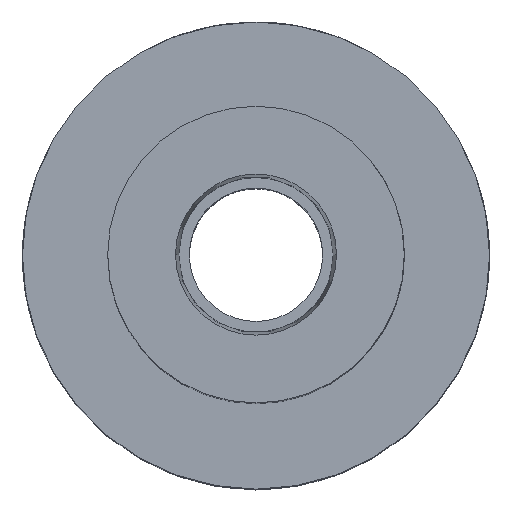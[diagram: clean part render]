
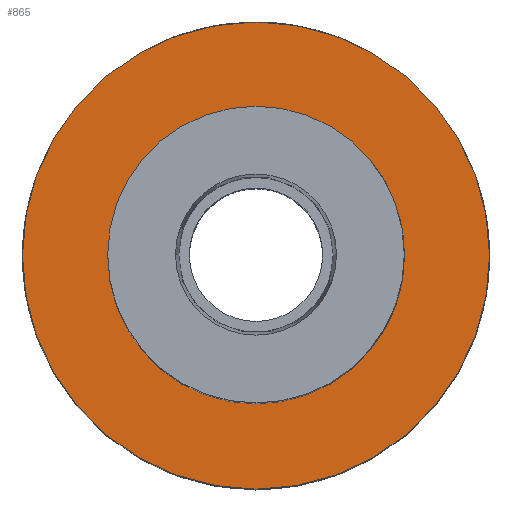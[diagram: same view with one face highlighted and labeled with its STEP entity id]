
A CAD part, top view. The second image highlights one B-rep face of the part: STEP entity #865.
In plain terms, the highlighted planar face has unit normal (0, 0, 1).
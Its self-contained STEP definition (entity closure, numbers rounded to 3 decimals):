
#57 = EDGE_LOOP ( 'NONE', ( #1161, #902, #1591, #1292 ) ) ;
#65 = ORIENTED_EDGE ( 'NONE', *, *, #309, .F. ) ;
#73 = CARTESIAN_POINT ( 'NONE',  ( 0., 0., -60. ) ) ;
#158 = CIRCLE ( 'NONE', #647, 25. ) ;
#205 = DIRECTION ( 'NONE',  ( 1., 0., 0. ) ) ;
#237 = CARTESIAN_POINT ( 'NONE',  ( 0., 0., -60. ) ) ;
#256 = AXIS2_PLACEMENT_3D ( 'NONE', #1036, #773, #1299 ) ;
#309 = EDGE_CURVE ( 'NONE', #801, #676, #1608, .T. ) ;
#328 = PLANE ( 'NONE',  #908 ) ;
#336 = CARTESIAN_POINT ( 'NONE',  ( 0., 0., -60. ) ) ;
#377 = CARTESIAN_POINT ( 'NONE',  ( 0., -25., -60. ) ) ;
#378 = DIRECTION ( 'NONE',  ( 1., 0., 0. ) ) ;
#454 = CARTESIAN_POINT ( 'NONE',  ( 0., 25., -60. ) ) ;
#464 = DIRECTION ( 'NONE',  ( 1., 0., 0. ) ) ;
#534 = EDGE_CURVE ( 'NONE', #1475, #712, #895, .T. ) ;
#580 = DIRECTION ( 'NONE',  ( -1., 0., 0. ) ) ;
#598 = FACE_OUTER_BOUND ( 'NONE', #57, .T. ) ;
#647 = AXIS2_PLACEMENT_3D ( 'NONE', #73, #986, #205 ) ;
#665 = CARTESIAN_POINT ( 'NONE',  ( 0., 0., -60. ) ) ;
#676 = VERTEX_POINT ( 'NONE', #1440 ) ;
#698 = CIRCLE ( 'NONE', #955, 25. ) ;
#712 = VERTEX_POINT ( 'NONE', #931 ) ;
#773 = DIRECTION ( 'NONE',  ( 0., 0., 1. ) ) ;
#801 = VERTEX_POINT ( 'NONE', #1597 ) ;
#816 = CIRCLE ( 'NONE', #1079, 15.875 ) ;
#833 = DIRECTION ( 'NONE',  ( 0., 0., 1. ) ) ;
#865 = ADVANCED_FACE ( 'NONE', ( #1511, #598 ), #328, .F. ) ;
#895 = CIRCLE ( 'NONE', #1494, 25. ) ;
#902 = ORIENTED_EDGE ( 'NONE', *, *, #534, .T. ) ;
#907 = EDGE_CURVE ( 'NONE', #676, #801, #816, .T. ) ;
#908 = AXIS2_PLACEMENT_3D ( 'NONE', #1237, #1358, #580 ) ;
#931 = CARTESIAN_POINT ( 'NONE',  ( -25., 0., -60. ) ) ;
#955 = AXIS2_PLACEMENT_3D ( 'NONE', #336, #1248, #464 ) ;
#968 = DIRECTION ( 'NONE',  ( 1., 0., 0. ) ) ;
#986 = DIRECTION ( 'NONE',  ( 0., 0., 1. ) ) ;
#1027 = EDGE_CURVE ( 'NONE', #1658, #1278, #1650, .T. ) ;
#1036 = CARTESIAN_POINT ( 'NONE',  ( 0., 0., -60. ) ) ;
#1079 = AXIS2_PLACEMENT_3D ( 'NONE', #1374, #833, #968 ) ;
#1146 = ORIENTED_EDGE ( 'NONE', *, *, #907, .F. ) ;
#1149 = DIRECTION ( 'NONE',  ( 0., 0., 1. ) ) ;
#1161 = ORIENTED_EDGE ( 'NONE', *, *, #1484, .T. ) ;
#1237 = CARTESIAN_POINT ( 'NONE',  ( 0., 15.875, -60. ) ) ;
#1247 = CARTESIAN_POINT ( 'NONE',  ( 25., 0., -60. ) ) ;
#1248 = DIRECTION ( 'NONE',  ( 0., 0., 1. ) ) ;
#1278 = VERTEX_POINT ( 'NONE', #1247 ) ;
#1292 = ORIENTED_EDGE ( 'NONE', *, *, #1027, .T. ) ;
#1299 = DIRECTION ( 'NONE',  ( 1., 0., 0. ) ) ;
#1351 = AXIS2_PLACEMENT_3D ( 'NONE', #665, #1599, #1469 ) ;
#1358 = DIRECTION ( 'NONE',  ( 0., 0., -1. ) ) ;
#1374 = CARTESIAN_POINT ( 'NONE',  ( 0., 0., -60. ) ) ;
#1440 = CARTESIAN_POINT ( 'NONE',  ( -15.875, 0., -60. ) ) ;
#1469 = DIRECTION ( 'NONE',  ( 1., 0., 0. ) ) ;
#1475 = VERTEX_POINT ( 'NONE', #454 ) ;
#1476 = EDGE_LOOP ( 'NONE', ( #65, #1146 ) ) ;
#1484 = EDGE_CURVE ( 'NONE', #1278, #1475, #698, .T. ) ;
#1494 = AXIS2_PLACEMENT_3D ( 'NONE', #237, #1149, #378 ) ;
#1511 = FACE_BOUND ( 'NONE', #1476, .T. ) ;
#1591 = ORIENTED_EDGE ( 'NONE', *, *, #1660, .T. ) ;
#1597 = CARTESIAN_POINT ( 'NONE',  ( 15.875, 0., -60. ) ) ;
#1599 = DIRECTION ( 'NONE',  ( 0., 0., 1. ) ) ;
#1608 = CIRCLE ( 'NONE', #1351, 15.875 ) ;
#1650 = CIRCLE ( 'NONE', #256, 25. ) ;
#1658 = VERTEX_POINT ( 'NONE', #377 ) ;
#1660 = EDGE_CURVE ( 'NONE', #712, #1658, #158, .T. ) ;
